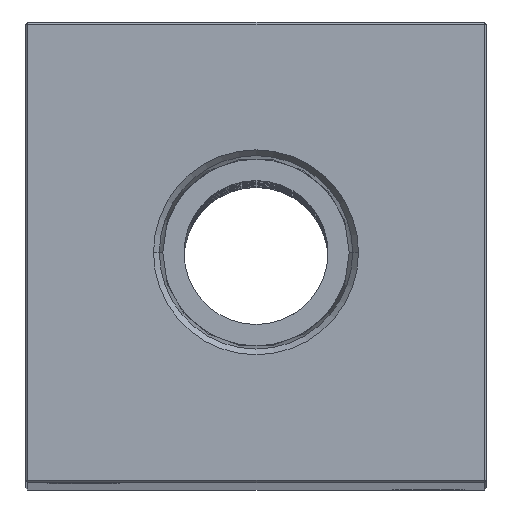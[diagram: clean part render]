
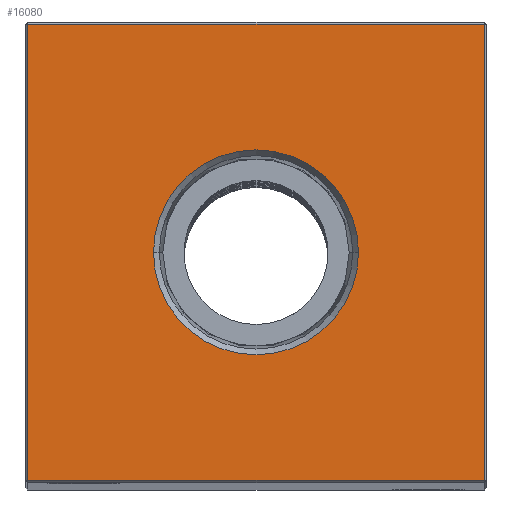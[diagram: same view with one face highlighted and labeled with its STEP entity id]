
A CAD part, top view. The second image highlights one B-rep face of the part: STEP entity #16080.
In plain terms, the highlighted planar face has unit normal (0, 0, 1).
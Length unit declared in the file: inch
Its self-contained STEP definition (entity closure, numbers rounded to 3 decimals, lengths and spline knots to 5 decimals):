
#593 = ORIENTED_EDGE ( 'NONE', *, *, #24877, .T. ) ;
#1917 = CIRCLE ( 'NONE', #13899, 0.44487 ) ;
#2021 = AXIS2_PLACEMENT_3D ( 'NONE', #3711, #9167, #5880 ) ;
#2103 = LINE ( 'NONE', #8473, #8610 ) ;
#2784 = FACE_BOUND ( 'NONE', #6695, .T. ) ;
#3061 = VECTOR ( 'NONE', #26958, 39.37008 ) ;
#3366 = EDGE_CURVE ( 'NONE', #19827, #4232, #25812, .T. ) ;
#3588 = VECTOR ( 'NONE', #21475, 39.37008 ) ;
#3711 = CARTESIAN_POINT ( 'NONE',  ( 0., 0., 18.25 ) ) ;
#3909 = VERTEX_POINT ( 'NONE', #19627 ) ;
#4232 = VERTEX_POINT ( 'NONE', #10163 ) ;
#4343 = VERTEX_POINT ( 'NONE', #13480 ) ;
#4582 = CARTESIAN_POINT ( 'NONE',  ( -0.99, -0.99, 18.25 ) ) ;
#5482 = DIRECTION ( 'NONE',  ( 0., 0., -1. ) ) ;
#5880 = DIRECTION ( 'NONE',  ( 1., 0., 0. ) ) ;
#5996 = CARTESIAN_POINT ( 'NONE',  ( 0.99, 0., 18.25 ) ) ;
#6294 = DIRECTION ( 'NONE',  ( 1., 0., 0. ) ) ;
#6610 = CARTESIAN_POINT ( 'NONE',  ( 0.44487, 0., 18.25 ) ) ;
#6695 = EDGE_LOOP ( 'NONE', ( #14704, #26341 ) ) ;
#7944 = EDGE_CURVE ( 'NONE', #3909, #19569, #8028, .T. ) ;
#8028 = CIRCLE ( 'NONE', #2021, 0.44487 ) ;
#8473 = CARTESIAN_POINT ( 'NONE',  ( 0., -0.99, 18.25 ) ) ;
#8610 = VECTOR ( 'NONE', #6294, 39.37008 ) ;
#9167 = DIRECTION ( 'NONE',  ( 0., 0., 1. ) ) ;
#10163 = CARTESIAN_POINT ( 'NONE',  ( 0.99, 0.99, 18.25 ) ) ;
#10592 = VERTEX_POINT ( 'NONE', #4582 ) ;
#10744 = CARTESIAN_POINT ( 'NONE',  ( 0., 0.99, 18.25 ) ) ;
#11105 = AXIS2_PLACEMENT_3D ( 'NONE', #13636, #5482, #27093 ) ;
#11656 = EDGE_CURVE ( 'NONE', #19569, #3909, #1917, .T. ) ;
#13234 = EDGE_CURVE ( 'NONE', #4343, #10592, #26678, .T. ) ;
#13480 = CARTESIAN_POINT ( 'NONE',  ( -0.99, 0.99, 18.25 ) ) ;
#13636 = CARTESIAN_POINT ( 'NONE',  ( 0., 0., 18.25 ) ) ;
#13899 = AXIS2_PLACEMENT_3D ( 'NONE', #26554, #21772, #26110 ) ;
#14300 = FACE_OUTER_BOUND ( 'NONE', #26049, .T. ) ;
#14704 = ORIENTED_EDGE ( 'NONE', *, *, #11656, .F. ) ;
#15048 = ORIENTED_EDGE ( 'NONE', *, *, #3366, .T. ) ;
#15077 = VECTOR ( 'NONE', #28390, 39.37008 ) ;
#15677 = CARTESIAN_POINT ( 'NONE',  ( -0.99, 0., 18.25 ) ) ;
#16080 = ADVANCED_FACE ( 'NONE', ( #14300, #2784 ), #22332, .F. ) ;
#16641 = ORIENTED_EDGE ( 'NONE', *, *, #26118, .T. ) ;
#18260 = CARTESIAN_POINT ( 'NONE',  ( 0.99, -0.99, 18.25 ) ) ;
#18540 = ORIENTED_EDGE ( 'NONE', *, *, #13234, .T. ) ;
#19569 = VERTEX_POINT ( 'NONE', #6610 ) ;
#19627 = CARTESIAN_POINT ( 'NONE',  ( -0.44487, 0., 18.25 ) ) ;
#19827 = VERTEX_POINT ( 'NONE', #18260 ) ;
#21475 = DIRECTION ( 'NONE',  ( 0., 1., 0. ) ) ;
#21733 = LINE ( 'NONE', #10744, #15077 ) ;
#21772 = DIRECTION ( 'NONE',  ( 0., 0., 1. ) ) ;
#22332 = PLANE ( 'NONE',  #11105 ) ;
#24877 = EDGE_CURVE ( 'NONE', #10592, #19827, #2103, .T. ) ;
#25812 = LINE ( 'NONE', #5996, #3588 ) ;
#26049 = EDGE_LOOP ( 'NONE', ( #18540, #593, #15048, #16641 ) ) ;
#26110 = DIRECTION ( 'NONE',  ( 1., 0., 0. ) ) ;
#26118 = EDGE_CURVE ( 'NONE', #4232, #4343, #21733, .T. ) ;
#26341 = ORIENTED_EDGE ( 'NONE', *, *, #7944, .F. ) ;
#26554 = CARTESIAN_POINT ( 'NONE',  ( 0., 0., 18.25 ) ) ;
#26678 = LINE ( 'NONE', #15677, #3061 ) ;
#26958 = DIRECTION ( 'NONE',  ( 0., -1., 0. ) ) ;
#27093 = DIRECTION ( 'NONE',  ( -1., 0., 0. ) ) ;
#28390 = DIRECTION ( 'NONE',  ( -1., 0., 0. ) ) ;
